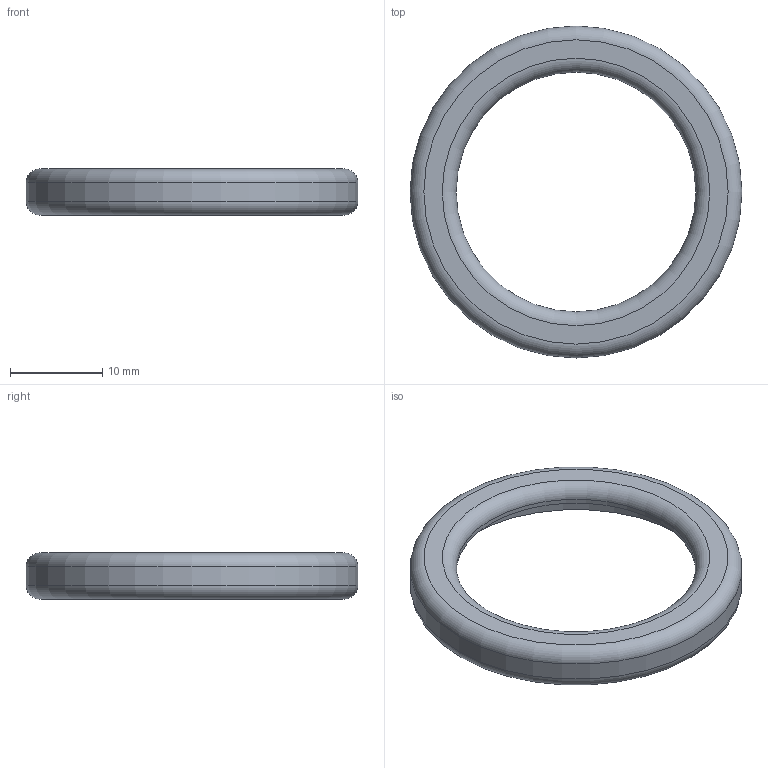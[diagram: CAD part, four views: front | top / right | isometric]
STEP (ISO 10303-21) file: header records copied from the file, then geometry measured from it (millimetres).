
FILE_DESCRIPTION(/* description */ (''),/* implementation_level */ '2;1');
FILE_NAME(/* name */ 'top_case.step',/* time_stamp */ '2025-06-17T19:25:19+12:00',/* author */ (''),/* organization */ (''),/* preprocessor_version */ 'ST-DEVELOPER v20.1',/* originating_system */ 'Autodesk Translation Framework v14.10.0.0',/* authorisation */ '');
FILE_SCHEMA (('AUTOMOTIVE_DESIGN { 1 0 10303 214 3 1 1 }'));
Length unit declared in the file: millimetre
Products named in the file (1): Top Case
Bounding box: 36 x 36 x 5 mm (x, y, z)
Volume: 1467.1 mm3; surface area: 1805.1 mm2
Topology: 1 solids, 1 shells, 9 faces, 17 edges, 11 vertices
Faces by surface type: torus 3, plane 3, cylinder 3
Full cylindrical faces by diameter (mm): 26 x1, 32 x1, 36 x1
Entity records: 274 total; most frequent: DIRECTION 51, CARTESIAN_POINT 38, ORIENTED_EDGE 34, AXIS2_PLACEMENT_3D 24, EDGE_CURVE 17, CIRCLE 14, EDGE_LOOP 12, VERTEX_POINT 11
